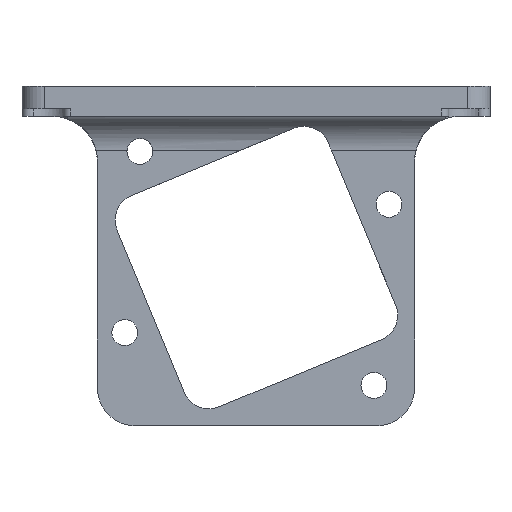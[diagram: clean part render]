
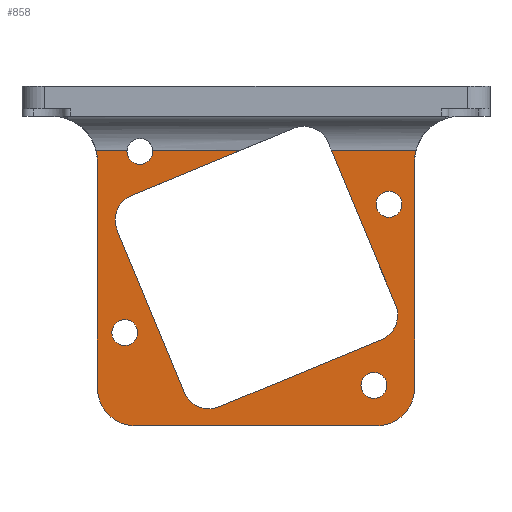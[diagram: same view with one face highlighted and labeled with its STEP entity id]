
A CAD part, front view. The second image highlights one B-rep face of the part: STEP entity #858.
In plain terms, the highlighted planar face has unit normal (0, -1, 0).
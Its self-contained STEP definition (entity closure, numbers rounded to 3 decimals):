
#36=FACE_BOUND('',#135,.T.);
#37=FACE_BOUND('',#136,.T.);
#38=FACE_BOUND('',#137,.T.);
#51=PLANE('',#956);
#84=FACE_OUTER_BOUND('',#134,.T.);
#134=EDGE_LOOP('',(#708,#709,#710,#711,#712,#713,#714,#715,#716,#717,#718,
#719,#720,#721,#722,#723,#724,#725,#726));
#135=EDGE_LOOP('',(#727));
#136=EDGE_LOOP('',(#728));
#137=EDGE_LOOP('',(#729));
#175=LINE('',#1346,#244);
#177=LINE('',#1390,#246);
#178=LINE('',#1411,#247);
#203=LINE('',#1518,#272);
#205=LINE('',#1525,#274);
#206=LINE('',#1529,#275);
#207=LINE('',#1532,#276);
#208=LINE('',#1536,#277);
#209=LINE('',#1540,#278);
#210=LINE('',#1543,#279);
#244=VECTOR('',#1063,10.);
#246=VECTOR('',#1065,10.);
#247=VECTOR('',#1066,10.);
#272=VECTOR('',#1165,10.);
#274=VECTOR('',#1173,10.);
#275=VECTOR('',#1176,10.);
#276=VECTOR('',#1179,10.);
#277=VECTOR('',#1182,10.);
#278=VECTOR('',#1185,10.);
#279=VECTOR('',#1188,10.);
#331=CIRCLE('',#952,6.);
#332=CIRCLE('',#954,6.);
#333=CIRCLE('',#957,1.713);
#334=CIRCLE('',#958,1.713);
#335=CIRCLE('',#959,5.);
#336=CIRCLE('',#960,5.);
#337=CIRCLE('',#961,3.5);
#338=CIRCLE('',#962,3.5);
#339=CIRCLE('',#963,3.5);
#340=CIRCLE('',#964,1.713);
#341=CIRCLE('',#965,1.713);
#342=CIRCLE('',#966,1.713);
#378=VERTEX_POINT('',#1327);
#380=VERTEX_POINT('',#1343);
#381=VERTEX_POINT('',#1345);
#386=VERTEX_POINT('',#1378);
#387=VERTEX_POINT('',#1389);
#388=VERTEX_POINT('',#1391);
#411=VERTEX_POINT('',#1509);
#412=VERTEX_POINT('',#1513);
#413=VERTEX_POINT('',#1517);
#414=VERTEX_POINT('',#1521);
#415=VERTEX_POINT('',#1524);
#416=VERTEX_POINT('',#1526);
#417=VERTEX_POINT('',#1528);
#418=VERTEX_POINT('',#1531);
#419=VERTEX_POINT('',#1533);
#420=VERTEX_POINT('',#1535);
#421=VERTEX_POINT('',#1537);
#422=VERTEX_POINT('',#1539);
#423=VERTEX_POINT('',#1541);
#424=VERTEX_POINT('',#1544);
#425=VERTEX_POINT('',#1546);
#426=VERTEX_POINT('',#1548);
#468=EDGE_CURVE('',#380,#381,#175,.T.);
#474=EDGE_CURVE('',#386,#387,#177,.T.);
#476=EDGE_CURVE('',#388,#378,#178,.T.);
#517=EDGE_CURVE('',#411,#386,#331,.T.);
#519=EDGE_CURVE('',#381,#412,#332,.T.);
#521=EDGE_CURVE('',#413,#412,#203,.T.);
#523=EDGE_CURVE('',#388,#414,#333,.T.);
#524=EDGE_CURVE('',#414,#387,#334,.T.);
#525=EDGE_CURVE('',#411,#415,#205,.T.);
#526=EDGE_CURVE('',#415,#416,#335,.T.);
#527=EDGE_CURVE('',#416,#417,#206,.T.);
#528=EDGE_CURVE('',#417,#413,#336,.T.);
#529=EDGE_CURVE('',#380,#418,#207,.T.);
#530=EDGE_CURVE('',#418,#419,#337,.T.);
#531=EDGE_CURVE('',#419,#420,#208,.T.);
#532=EDGE_CURVE('',#420,#421,#338,.T.);
#533=EDGE_CURVE('',#421,#422,#209,.T.);
#534=EDGE_CURVE('',#422,#423,#339,.T.);
#535=EDGE_CURVE('',#423,#378,#210,.T.);
#536=EDGE_CURVE('',#424,#424,#340,.T.);
#537=EDGE_CURVE('',#425,#425,#341,.T.);
#538=EDGE_CURVE('',#426,#426,#342,.T.);
#708=ORIENTED_EDGE('',*,*,#476,.F.);
#709=ORIENTED_EDGE('',*,*,#523,.T.);
#710=ORIENTED_EDGE('',*,*,#524,.T.);
#711=ORIENTED_EDGE('',*,*,#474,.F.);
#712=ORIENTED_EDGE('',*,*,#517,.F.);
#713=ORIENTED_EDGE('',*,*,#525,.T.);
#714=ORIENTED_EDGE('',*,*,#526,.T.);
#715=ORIENTED_EDGE('',*,*,#527,.T.);
#716=ORIENTED_EDGE('',*,*,#528,.T.);
#717=ORIENTED_EDGE('',*,*,#521,.T.);
#718=ORIENTED_EDGE('',*,*,#519,.F.);
#719=ORIENTED_EDGE('',*,*,#468,.F.);
#720=ORIENTED_EDGE('',*,*,#529,.T.);
#721=ORIENTED_EDGE('',*,*,#530,.T.);
#722=ORIENTED_EDGE('',*,*,#531,.T.);
#723=ORIENTED_EDGE('',*,*,#532,.T.);
#724=ORIENTED_EDGE('',*,*,#533,.T.);
#725=ORIENTED_EDGE('',*,*,#534,.T.);
#726=ORIENTED_EDGE('',*,*,#535,.T.);
#727=ORIENTED_EDGE('',*,*,#536,.T.);
#728=ORIENTED_EDGE('',*,*,#537,.T.);
#729=ORIENTED_EDGE('',*,*,#538,.T.);
#858=ADVANCED_FACE('',(#84,#36,#37,#38),#51,.T.);
#952=AXIS2_PLACEMENT_3D('',#1510,#1155,#1156);
#954=AXIS2_PLACEMENT_3D('',#1514,#1160,#1161);
#956=AXIS2_PLACEMENT_3D('',#1520,#1167,#1168);
#957=AXIS2_PLACEMENT_3D('',#1522,#1169,#1170);
#958=AXIS2_PLACEMENT_3D('',#1523,#1171,#1172);
#959=AXIS2_PLACEMENT_3D('',#1527,#1174,#1175);
#960=AXIS2_PLACEMENT_3D('',#1530,#1177,#1178);
#961=AXIS2_PLACEMENT_3D('',#1534,#1180,#1181);
#962=AXIS2_PLACEMENT_3D('',#1538,#1183,#1184);
#963=AXIS2_PLACEMENT_3D('',#1542,#1186,#1187);
#964=AXIS2_PLACEMENT_3D('',#1545,#1189,#1190);
#965=AXIS2_PLACEMENT_3D('',#1547,#1191,#1192);
#966=AXIS2_PLACEMENT_3D('',#1549,#1193,#1194);
#1063=DIRECTION('',(1.,0.,0.));
#1065=DIRECTION('',(1.,0.,0.));
#1066=DIRECTION('',(1.,0.,0.));
#1155=DIRECTION('center_axis',(0.,-1.,0.));
#1156=DIRECTION('ref_axis',(0.707,0.,0.707));
#1160=DIRECTION('center_axis',(0.,-1.,0.));
#1161=DIRECTION('ref_axis',(-0.707,0.,0.707));
#1165=DIRECTION('',(0.,0.,1.));
#1167=DIRECTION('center_axis',(0.,-1.,0.));
#1168=DIRECTION('ref_axis',(1.,0.,0.));
#1169=DIRECTION('center_axis',(0.,1.,0.));
#1170=DIRECTION('ref_axis',(1.,0.,0.));
#1171=DIRECTION('center_axis',(0.,1.,0.));
#1172=DIRECTION('ref_axis',(1.,0.,0.));
#1173=DIRECTION('',(0.,0.,-1.));
#1174=DIRECTION('center_axis',(0.,-1.,0.));
#1175=DIRECTION('ref_axis',(-1.,0.,0.));
#1176=DIRECTION('',(1.,0.,0.));
#1177=DIRECTION('center_axis',(0.,-1.,0.));
#1178=DIRECTION('ref_axis',(0.,0.,-1.));
#1179=DIRECTION('',(0.383,0.,-0.924));
#1180=DIRECTION('center_axis',(0.,1.,0.));
#1181=DIRECTION('ref_axis',(0.383,0.,-0.924));
#1182=DIRECTION('',(-0.924,0.,-0.383));
#1183=DIRECTION('center_axis',(0.,1.,0.));
#1184=DIRECTION('ref_axis',(-0.924,0.,-0.383));
#1185=DIRECTION('',(-0.383,0.,0.924));
#1186=DIRECTION('center_axis',(0.,1.,0.));
#1187=DIRECTION('ref_axis',(-0.383,0.,0.924));
#1188=DIRECTION('',(0.924,0.,0.383));
#1189=DIRECTION('center_axis',(0.,1.,0.));
#1190=DIRECTION('ref_axis',(1.,0.,0.));
#1191=DIRECTION('center_axis',(0.,1.,0.));
#1192=DIRECTION('ref_axis',(1.,0.,0.));
#1193=DIRECTION('center_axis',(0.,1.,0.));
#1194=DIRECTION('ref_axis',(1.,0.,0.));
#1327=CARTESIAN_POINT('',(-2.049,-3.274,15.558));
#1343=CARTESIAN_POINT('',(9.98,-3.274,15.558));
#1345=CARTESIAN_POINT('',(21.16,-3.274,15.558));
#1346=CARTESIAN_POINT('',(10.469,-3.274,15.558));
#1378=CARTESIAN_POINT('',(-21.221,-3.274,15.558));
#1389=CARTESIAN_POINT('',(-17.123,-3.274,15.558));
#1390=CARTESIAN_POINT('',(10.469,-3.274,15.558));
#1391=CARTESIAN_POINT('',(-13.71,-3.274,15.558));
#1411=CARTESIAN_POINT('',(10.469,-3.274,15.558));
#1509=CARTESIAN_POINT('',(-21.031,-3.274,14.058));
#1510=CARTESIAN_POINT('Origin',(-27.031,-3.274,14.058));
#1513=CARTESIAN_POINT('',(20.969,-3.274,14.058));
#1514=CARTESIAN_POINT('Origin',(26.969,-3.274,14.058));
#1517=CARTESIAN_POINT('',(20.969,-3.274,-15.942));
#1518=CARTESIAN_POINT('',(20.969,-3.274,-15.942));
#1520=CARTESIAN_POINT('Origin',(-0.031,-3.274,0.058));
#1521=CARTESIAN_POINT('',(-17.13,-3.274,15.41));
#1522=CARTESIAN_POINT('Origin',(-15.417,-3.274,15.41));
#1523=CARTESIAN_POINT('Origin',(-15.417,-3.274,15.41));
#1524=CARTESIAN_POINT('',(-21.031,-3.274,-15.942));
#1525=CARTESIAN_POINT('',(-21.031,-3.274,24.058));
#1526=CARTESIAN_POINT('',(-16.031,-3.274,-20.942));
#1527=CARTESIAN_POINT('Origin',(-16.031,-3.274,-15.942));
#1528=CARTESIAN_POINT('',(15.969,-3.274,-20.942));
#1529=CARTESIAN_POINT('',(-16.031,-3.274,-20.942));
#1530=CARTESIAN_POINT('Origin',(15.969,-3.274,-15.942));
#1531=CARTESIAN_POINT('',(18.475,-3.274,-4.949));
#1532=CARTESIAN_POINT('',(9.558,-3.274,16.577));
#1533=CARTESIAN_POINT('',(16.581,-3.274,-9.522));
#1534=CARTESIAN_POINT('Origin',(15.241,-3.274,-6.289));
#1535=CARTESIAN_POINT('',(-4.946,-3.274,-18.439));
#1536=CARTESIAN_POINT('',(16.581,-3.274,-9.522));
#1537=CARTESIAN_POINT('',(-9.519,-3.274,-16.545));
#1538=CARTESIAN_POINT('Origin',(-6.285,-3.274,-15.205));
#1539=CARTESIAN_POINT('',(-18.435,-3.274,4.982));
#1540=CARTESIAN_POINT('',(-9.519,-3.274,-16.545));
#1541=CARTESIAN_POINT('',(-16.541,-3.274,9.555));
#1542=CARTESIAN_POINT('Origin',(-15.202,-3.274,6.321));
#1543=CARTESIAN_POINT('',(-16.541,-3.274,9.555));
#1544=CARTESIAN_POINT('',(-19.13,-3.274,-8.59));
#1545=CARTESIAN_POINT('Origin',(-17.417,-3.274,-8.59));
#1546=CARTESIAN_POINT('',(15.87,-3.274,8.41));
#1547=CARTESIAN_POINT('Origin',(17.583,-3.274,8.41));
#1548=CARTESIAN_POINT('',(13.87,-3.274,-15.59));
#1549=CARTESIAN_POINT('Origin',(15.583,-3.274,-15.59));
